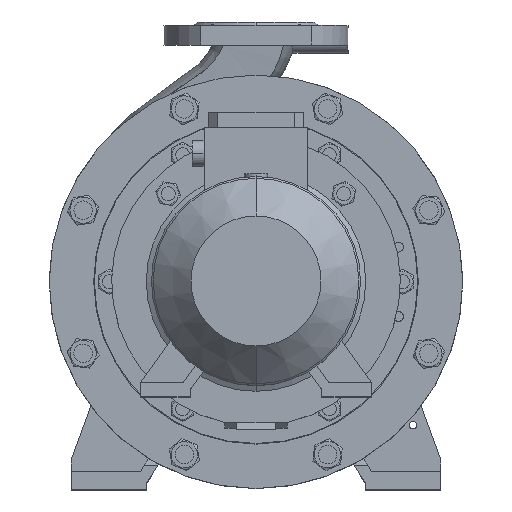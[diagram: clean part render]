
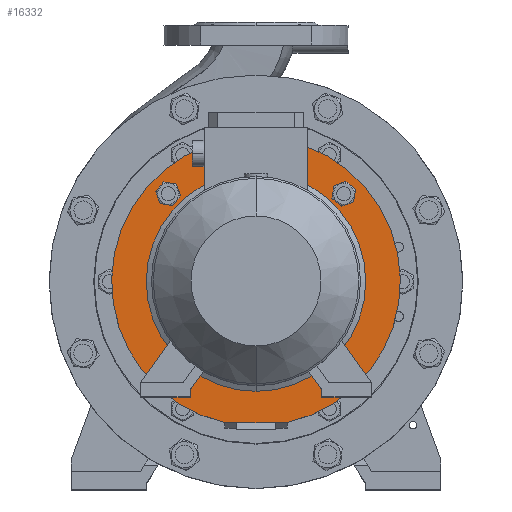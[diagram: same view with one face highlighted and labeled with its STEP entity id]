
A CAD part, top view. The second image highlights one B-rep face of the part: STEP entity #16332.
In plain terms, the highlighted planar face has unit normal (0, 0, 1).
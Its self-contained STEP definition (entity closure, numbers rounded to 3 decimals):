
#54 = CARTESIAN_POINT ( 'NONE',  ( -77.581, -84.902, 190. ) ) ;
#64 = VERTEX_POINT ( 'NONE', #7415 ) ;
#1366 = EDGE_CURVE ( 'NONE', #41328, #64917, #7807, .T. ) ;
#1661 = DIRECTION ( 'NONE',  ( 0., 0., -1. ) ) ;
#2295 = CARTESIAN_POINT ( 'NONE',  ( -125., -122., 190. ) ) ;
#2452 = ORIENTED_EDGE ( 'NONE', *, *, #6455, .F. ) ;
#2456 = ORIENTED_EDGE ( 'NONE', *, *, #14605, .F. ) ;
#2720 = DIRECTION ( 'NONE',  ( 0., 0., 1. ) ) ;
#2768 = CARTESIAN_POINT ( 'NONE',  ( 0., 125., 190. ) ) ;
#3161 = CARTESIAN_POINT ( 'NONE',  ( 0., 95., 190. ) ) ;
#3505 = DIRECTION ( 'NONE',  ( 0., -1., 0. ) ) ;
#3611 = AXIS2_PLACEMENT_3D ( 'NONE', #54855, #24593, #59547 ) ;
#4144 = DIRECTION ( 'NONE',  ( 0., 0., -1. ) ) ;
#4792 = CARTESIAN_POINT ( 'NONE',  ( 0., 0., 190. ) ) ;
#6455 = EDGE_CURVE ( 'NONE', #28001, #22320, #42806, .T. ) ;
#7361 = CIRCLE ( 'NONE', #32847, 95. ) ;
#7415 = CARTESIAN_POINT ( 'NONE',  ( 74.447, 67.126, 190. ) ) ;
#7543 = DIRECTION ( 'NONE',  ( 0., -1., 0. ) ) ;
#7619 = AXIS2_PLACEMENT_3D ( 'NONE', #58513, #13442, #54067 ) ;
#7699 = EDGE_LOOP ( 'NONE', ( #33177, #45227 ) ) ;
#7725 = LINE ( 'NONE', #2295, #25978 ) ;
#7733 = VERTEX_POINT ( 'NONE', #3161 ) ;
#7807 = CIRCLE ( 'NONE', #26369, 9.025 ) ;
#9793 = CARTESIAN_POINT ( 'NONE',  ( 0., -95., 190. ) ) ;
#9891 = DIRECTION ( 'NONE',  ( 0., 1., 0. ) ) ;
#10301 = EDGE_CURVE ( 'NONE', #64917, #41328, #21044, .T. ) ;
#10569 = ORIENTED_EDGE ( 'NONE', *, *, #49712, .F. ) ;
#10879 = EDGE_CURVE ( 'NONE', #63815, #64, #20856, .T. ) ;
#12393 = CARTESIAN_POINT ( 'NONE',  ( 0., 125., 190. ) ) ;
#13026 = EDGE_CURVE ( 'NONE', #56979, #22320, #7725, .T. ) ;
#13397 = DIRECTION ( 'NONE',  ( 0., 0., 1. ) ) ;
#13442 = DIRECTION ( 'NONE',  ( 0., 0., 1. ) ) ;
#13814 = CARTESIAN_POINT ( 'NONE',  ( 77.581, 84.902, 190. ) ) ;
#14063 = CIRCLE ( 'NONE', #46776, 9.025 ) ;
#14463 = CIRCLE ( 'NONE', #26052, 9.025 ) ;
#14605 = EDGE_CURVE ( 'NONE', #29116, #32636, #31750, .T. ) ;
#16332 = ADVANCED_FACE ( 'NONE', ( #60700, #45551, #40110, #59078, #47968, #47124 ), #63305, .T. ) ;
#16631 = ORIENTED_EDGE ( 'NONE', *, *, #54142, .F. ) ;
#17762 = DIRECTION ( 'NONE',  ( 0., -1., 0. ) ) ;
#18304 = EDGE_CURVE ( 'NONE', #57929, #7733, #7361, .T. ) ;
#19091 = CIRCLE ( 'NONE', #3611, 125. ) ;
#19846 = CARTESIAN_POINT ( 'NONE',  ( -74.447, -67.126, 190. ) ) ;
#20856 = CIRCLE ( 'NONE', #36451, 9.025 ) ;
#21044 = CIRCLE ( 'NONE', #55893, 9.025 ) ;
#22320 = VERTEX_POINT ( 'NONE', #59420 ) ;
#23401 = CARTESIAN_POINT ( 'NONE',  ( -76.014, -76.014, 190. ) ) ;
#24593 = DIRECTION ( 'NONE',  ( 0., 0., -1. ) ) ;
#24609 = CARTESIAN_POINT ( 'NONE',  ( -76.014, -76.014, 190. ) ) ;
#24652 = DIRECTION ( 'NONE',  ( 0., 1., 0. ) ) ;
#25494 = EDGE_LOOP ( 'NONE', ( #42931, #27250 ) ) ;
#25978 = VECTOR ( 'NONE', #32080, 1000. ) ;
#25980 = CARTESIAN_POINT ( 'NONE',  ( 76.014, 76.014, 190. ) ) ;
#26052 = AXIS2_PLACEMENT_3D ( 'NONE', #25980, #61143, #36354 ) ;
#26262 = AXIS2_PLACEMENT_3D ( 'NONE', #47254, #1661, #42192 ) ;
#26369 = AXIS2_PLACEMENT_3D ( 'NONE', #60452, #29897, #35202 ) ;
#27250 = ORIENTED_EDGE ( 'NONE', *, *, #1366, .T. ) ;
#27532 = CIRCLE ( 'NONE', #7619, 9.025 ) ;
#28001 = VERTEX_POINT ( 'NONE', #12393 ) ;
#29116 = VERTEX_POINT ( 'NONE', #55101 ) ;
#29897 = DIRECTION ( 'NONE',  ( 0., 0., -1. ) ) ;
#30126 = AXIS2_PLACEMENT_3D ( 'NONE', #4792, #44496, #9891 ) ;
#30847 = EDGE_LOOP ( 'NONE', ( #42518, #2452, #16631 ) ) ;
#31750 = CIRCLE ( 'NONE', #63897, 9.025 ) ;
#32080 = DIRECTION ( 'NONE',  ( 1., 0., 0. ) ) ;
#32636 = VERTEX_POINT ( 'NONE', #45881 ) ;
#32847 = AXIS2_PLACEMENT_3D ( 'NONE', #44910, #4144, #24652 ) ;
#33177 = ORIENTED_EDGE ( 'NONE', *, *, #39630, .T. ) ;
#34752 = DIRECTION ( 'NONE',  ( 0., 0., 1. ) ) ;
#35202 = DIRECTION ( 'NONE',  ( 0., -1., 0. ) ) ;
#36025 = ORIENTED_EDGE ( 'NONE', *, *, #44108, .F. ) ;
#36044 = EDGE_CURVE ( 'NONE', #41748, #56263, #40742, .T. ) ;
#36354 = DIRECTION ( 'NONE',  ( 0., -1., 0. ) ) ;
#36451 = AXIS2_PLACEMENT_3D ( 'NONE', #37916, #13397, #3505 ) ;
#37642 = CARTESIAN_POINT ( 'NONE',  ( -76.014, 76.014, 190. ) ) ;
#37916 = CARTESIAN_POINT ( 'NONE',  ( 76.014, 76.014, 190. ) ) ;
#39630 = EDGE_CURVE ( 'NONE', #7733, #57929, #57489, .T. ) ;
#40110 = FACE_BOUND ( 'NONE', #47417, .T. ) ;
#40742 = CIRCLE ( 'NONE', #47524, 9.025 ) ;
#41328 = VERTEX_POINT ( 'NONE', #60399 ) ;
#41748 = VERTEX_POINT ( 'NONE', #19846 ) ;
#42192 = DIRECTION ( 'NONE',  ( 0., 1., 0. ) ) ;
#42518 = ORIENTED_EDGE ( 'NONE', *, *, #13026, .T. ) ;
#42806 = CIRCLE ( 'NONE', #30126, 125. ) ;
#42931 = ORIENTED_EDGE ( 'NONE', *, *, #10301, .T. ) ;
#44108 = EDGE_CURVE ( 'NONE', #64, #63815, #14463, .T. ) ;
#44496 = DIRECTION ( 'NONE',  ( 0., 0., -1. ) ) ;
#44910 = CARTESIAN_POINT ( 'NONE',  ( 0., 0., 190. ) ) ;
#45227 = ORIENTED_EDGE ( 'NONE', *, *, #18304, .T. ) ;
#45551 = FACE_BOUND ( 'NONE', #56104, .T. ) ;
#45881 = CARTESIAN_POINT ( 'NONE',  ( 84.902, -77.581, 190. ) ) ;
#46547 = ORIENTED_EDGE ( 'NONE', *, *, #46619, .F. ) ;
#46619 = EDGE_CURVE ( 'NONE', #56263, #41748, #14063, .T. ) ;
#46776 = AXIS2_PLACEMENT_3D ( 'NONE', #23401, #2720, #63028 ) ;
#47124 = FACE_BOUND ( 'NONE', #7699, .T. ) ;
#47254 = CARTESIAN_POINT ( 'NONE',  ( 0., 0., 190. ) ) ;
#47417 = EDGE_LOOP ( 'NONE', ( #36025, #57034 ) ) ;
#47524 = AXIS2_PLACEMENT_3D ( 'NONE', #24609, #34752, #60220 ) ;
#47738 = DIRECTION ( 'NONE',  ( 0., 0., -1. ) ) ;
#47968 = FACE_OUTER_BOUND ( 'NONE', #30847, .T. ) ;
#47986 = CARTESIAN_POINT ( 'NONE',  ( 76.014, -76.014, 190. ) ) ;
#49712 = EDGE_CURVE ( 'NONE', #32636, #29116, #27532, .T. ) ;
#50175 = AXIS2_PLACEMENT_3D ( 'NONE', #2768, #63087, #63520 ) ;
#51301 = ORIENTED_EDGE ( 'NONE', *, *, #36044, .F. ) ;
#52174 = CARTESIAN_POINT ( 'NONE',  ( -27.221, -122., 190. ) ) ;
#54067 = DIRECTION ( 'NONE',  ( 0., -1., 0. ) ) ;
#54142 = EDGE_CURVE ( 'NONE', #56979, #28001, #19091, .T. ) ;
#54755 = CARTESIAN_POINT ( 'NONE',  ( -67.126, 74.447, 190. ) ) ;
#54855 = CARTESIAN_POINT ( 'NONE',  ( 0., 0., 190. ) ) ;
#55101 = CARTESIAN_POINT ( 'NONE',  ( 67.126, -74.447, 190. ) ) ;
#55893 = AXIS2_PLACEMENT_3D ( 'NONE', #37642, #47738, #7543 ) ;
#56104 = EDGE_LOOP ( 'NONE', ( #2456, #10569 ) ) ;
#56263 = VERTEX_POINT ( 'NONE', #54 ) ;
#56979 = VERTEX_POINT ( 'NONE', #52174 ) ;
#57034 = ORIENTED_EDGE ( 'NONE', *, *, #10879, .F. ) ;
#57489 = CIRCLE ( 'NONE', #26262, 95. ) ;
#57929 = VERTEX_POINT ( 'NONE', #9793 ) ;
#58513 = CARTESIAN_POINT ( 'NONE',  ( 76.014, -76.014, 190. ) ) ;
#59078 = FACE_BOUND ( 'NONE', #61811, .T. ) ;
#59420 = CARTESIAN_POINT ( 'NONE',  ( 27.221, -122., 190. ) ) ;
#59547 = DIRECTION ( 'NONE',  ( 0., 1., 0. ) ) ;
#60220 = DIRECTION ( 'NONE',  ( 0., -1., 0. ) ) ;
#60399 = CARTESIAN_POINT ( 'NONE',  ( -84.902, 77.581, 190. ) ) ;
#60452 = CARTESIAN_POINT ( 'NONE',  ( -76.014, 76.014, 190. ) ) ;
#60700 = FACE_BOUND ( 'NONE', #25494, .T. ) ;
#61143 = DIRECTION ( 'NONE',  ( 0., 0., 1. ) ) ;
#61811 = EDGE_LOOP ( 'NONE', ( #51301, #46547 ) ) ;
#62653 = DIRECTION ( 'NONE',  ( 0., 0., 1. ) ) ;
#63028 = DIRECTION ( 'NONE',  ( 0., -1., 0. ) ) ;
#63087 = DIRECTION ( 'NONE',  ( 0., 0., 1. ) ) ;
#63305 = PLANE ( 'NONE',  #50175 ) ;
#63520 = DIRECTION ( 'NONE',  ( 0., -1., 0. ) ) ;
#63815 = VERTEX_POINT ( 'NONE', #13814 ) ;
#63897 = AXIS2_PLACEMENT_3D ( 'NONE', #47986, #62653, #17762 ) ;
#64917 = VERTEX_POINT ( 'NONE', #54755 ) ;
